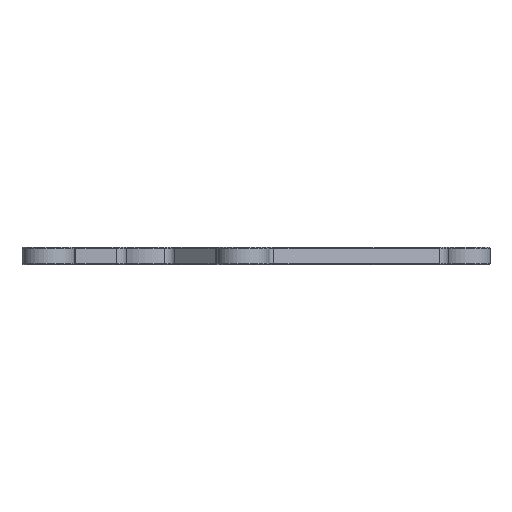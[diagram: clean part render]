
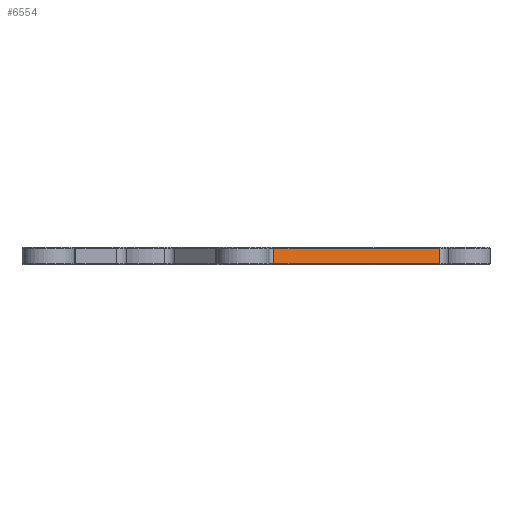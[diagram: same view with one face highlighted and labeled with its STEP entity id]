
A CAD part, front view. The second image highlights one B-rep face of the part: STEP entity #6554.
In plain terms, the highlighted planar face has unit normal (0.403, -0.915, 0).
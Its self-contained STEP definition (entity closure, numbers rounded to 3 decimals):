
#301 = LINE ( 'NONE', #5319, #2480 ) ;
#371 = ORIENTED_EDGE ( 'NONE', *, *, #5564, .T. ) ;
#426 = CARTESIAN_POINT ( 'NONE',  ( 14.71, -10.657, 1.9 ) ) ;
#1179 = CARTESIAN_POINT ( 'NONE',  ( 14.71, -10.657, 0.1 ) ) ;
#1303 = LINE ( 'NONE', #3808, #5849 ) ;
#1730 = AXIS2_PLACEMENT_3D ( 'NONE', #5538, #7347, #4925 ) ;
#2007 = DIRECTION ( 'NONE',  ( 0.915, 0.403, 0. ) ) ;
#2034 = DIRECTION ( 'NONE',  ( 0., 0., -1. ) ) ;
#2364 = LINE ( 'NONE', #426, #3095 ) ;
#2480 = VECTOR ( 'NONE', #4583, 1000. ) ;
#2805 = LINE ( 'NONE', #4039, #5365 ) ;
#3095 = VECTOR ( 'NONE', #7287, 1000. ) ;
#3458 = CARTESIAN_POINT ( 'NONE',  ( 33.682, -2.31, 1.9 ) ) ;
#3808 = CARTESIAN_POINT ( 'NONE',  ( 14.129, -10.913, 0.1 ) ) ;
#3891 = CARTESIAN_POINT ( 'NONE',  ( 33.682, -2.31, 0.1 ) ) ;
#4030 = ORIENTED_EDGE ( 'NONE', *, *, #4521, .T. ) ;
#4039 = CARTESIAN_POINT ( 'NONE',  ( 14.71, -10.657, 0. ) ) ;
#4102 = ORIENTED_EDGE ( 'NONE', *, *, #7194, .T. ) ;
#4521 = EDGE_CURVE ( 'NONE', #4981, #5923, #2364, .T. ) ;
#4583 = DIRECTION ( 'NONE',  ( 0., 0., 1. ) ) ;
#4847 = ORIENTED_EDGE ( 'NONE', *, *, #7268, .T. ) ;
#4925 = DIRECTION ( 'NONE',  ( -0.915, -0.403, 0. ) ) ;
#4981 = VERTEX_POINT ( 'NONE', #3458 ) ;
#5319 = CARTESIAN_POINT ( 'NONE',  ( 33.682, -2.31, 2. ) ) ;
#5365 = VECTOR ( 'NONE', #2034, 1000. ) ;
#5538 = CARTESIAN_POINT ( 'NONE',  ( 14.129, -10.913, 2. ) ) ;
#5564 = EDGE_CURVE ( 'NONE', #7794, #5578, #1303, .T. ) ;
#5578 = VERTEX_POINT ( 'NONE', #3891 ) ;
#5774 = EDGE_LOOP ( 'NONE', ( #4102, #371, #4847, #4030 ) ) ;
#5849 = VECTOR ( 'NONE', #2007, 1000. ) ;
#5923 = VERTEX_POINT ( 'NONE', #6293 ) ;
#6107 = FACE_OUTER_BOUND ( 'NONE', #5774, .T. ) ;
#6293 = CARTESIAN_POINT ( 'NONE',  ( 14.71, -10.657, 1.9 ) ) ;
#6554 = ADVANCED_FACE ( 'NONE', ( #6107 ), #6643, .F. ) ;
#6643 = PLANE ( 'NONE',  #1730 ) ;
#7194 = EDGE_CURVE ( 'NONE', #5923, #7794, #2805, .T. ) ;
#7268 = EDGE_CURVE ( 'NONE', #5578, #4981, #301, .T. ) ;
#7287 = DIRECTION ( 'NONE',  ( -0.915, -0.403, 0. ) ) ;
#7347 = DIRECTION ( 'NONE',  ( -0.403, 0.915, 0. ) ) ;
#7794 = VERTEX_POINT ( 'NONE', #1179 ) ;
